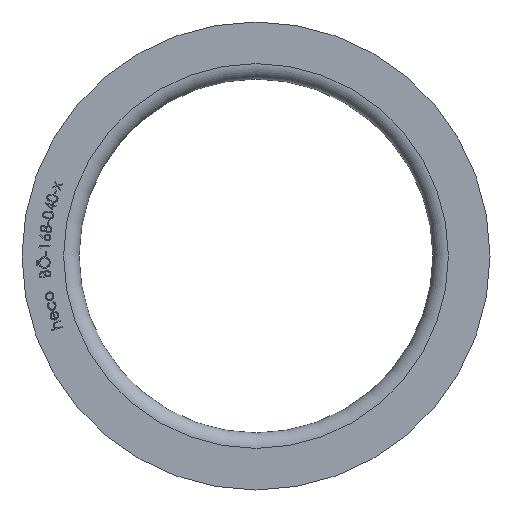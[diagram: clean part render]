
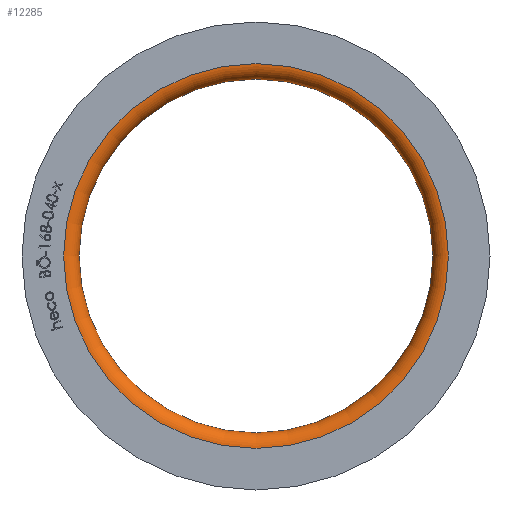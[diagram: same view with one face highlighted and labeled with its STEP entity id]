
A CAD part, left-side view. The second image highlights one B-rep face of the part: STEP entity #12285.
In plain terms, the highlighted toroidal (fillet/blend) face has major radius 87.15 mm and minor radius 7 mm.
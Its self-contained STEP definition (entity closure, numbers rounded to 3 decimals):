
#95 = AXIS2_PLACEMENT_3D ( 'NONE', #12679, #11377, #5750 ) ;
#812 = EDGE_CURVE ( 'NONE', #13435, #13435, #7958, .T. ) ;
#899 = CARTESIAN_POINT ( 'NONE',  ( 7., 0., 80.15 ) ) ;
#1114 = DIRECTION ( 'NONE',  ( 0., 0., 1. ) ) ;
#2428 = ORIENTED_EDGE ( 'NONE', *, *, #812, .F. ) ;
#2815 = EDGE_CURVE ( 'NONE', #11373, #11373, #12951, .T. ) ;
#3662 = CARTESIAN_POINT ( 'NONE',  ( 7., 0., 0. ) ) ;
#4591 = CARTESIAN_POINT ( 'NONE',  ( 7., 0., 0. ) ) ;
#5750 = DIRECTION ( 'NONE',  ( 0., 0., 1. ) ) ;
#7038 = DIRECTION ( 'NONE',  ( -1., 0., 0. ) ) ;
#7958 = CIRCLE ( 'NONE', #9420, 80.15 ) ;
#7972 = EDGE_LOOP ( 'NONE', ( #14627 ) ) ;
#9250 = AXIS2_PLACEMENT_3D ( 'NONE', #3662, #7038, #12009 ) ;
#9420 = AXIS2_PLACEMENT_3D ( 'NONE', #4591, #11380, #1114 ) ;
#11373 = VERTEX_POINT ( 'NONE', #13369 ) ;
#11377 = DIRECTION ( 'NONE',  ( -1., 0., 0. ) ) ;
#11380 = DIRECTION ( 'NONE',  ( -1., 0., 0. ) ) ;
#11932 = FACE_OUTER_BOUND ( 'NONE', #12879, .T. ) ;
#12009 = DIRECTION ( 'NONE',  ( 0., 0., 1. ) ) ;
#12285 = ADVANCED_FACE ( 'NONE', ( #11932, #14136 ), #14619, .T. ) ;
#12679 = CARTESIAN_POINT ( 'NONE',  ( 0., 0., 0. ) ) ;
#12879 = EDGE_LOOP ( 'NONE', ( #2428 ) ) ;
#12951 = CIRCLE ( 'NONE', #95, 87.15 ) ;
#13369 = CARTESIAN_POINT ( 'NONE',  ( 0., 0., 87.15 ) ) ;
#13435 = VERTEX_POINT ( 'NONE', #899 ) ;
#14136 = FACE_OUTER_BOUND ( 'NONE', #7972, .T. ) ;
#14619 = TOROIDAL_SURFACE ( 'NONE', #9250, 87.15, 7. ) ;
#14627 = ORIENTED_EDGE ( 'NONE', *, *, #2815, .T. ) ;
